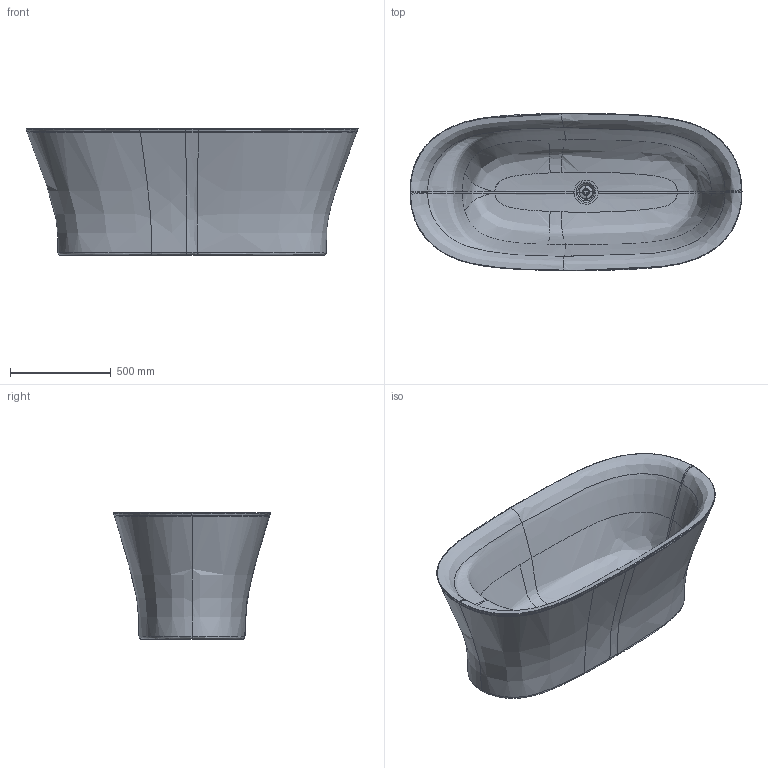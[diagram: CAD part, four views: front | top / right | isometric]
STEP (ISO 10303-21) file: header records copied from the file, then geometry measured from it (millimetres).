
FILE_DESCRIPTION(/* description */ (''),/* implementation_level */ '2;1');
FILE_NAME(/* name */ '700459',/* time_stamp */ '2021-08-16T09:35:20+02:00',/* author */ (''),/* organization */ (''),/* preprocessor_version */ 'ST-DEVELOPER v15',/* originating_system */ '',/* authorisation */ '');
FILE_SCHEMA (('AUTOMOTIVE_DESIGN'));
Length unit declared in the file: millimetre
Products named in the file (1): Document
Bounding box: 1651 x 781.07 x 630.05 mm (x, y, z)
Volume: 26977312.9 mm3; surface area: 8904457.1 mm2
Topology: 3 solids, 4 shells, 408 faces, 1621 edges, 1209 vertices
Faces by surface type: bspline 379, plane 29
Entity records: 124272 total; most frequent: CARTESIAN_POINT 115281, ORIENTED_EDGE 3118, EDGE_CURVE 1617, B_SPLINE_CURVE_WITH_KNOTS 1401, VERTEX_POINT 1209, EDGE_LOOP 430, ADVANCED_FACE 408, FACE_OUTER_BOUND 408
